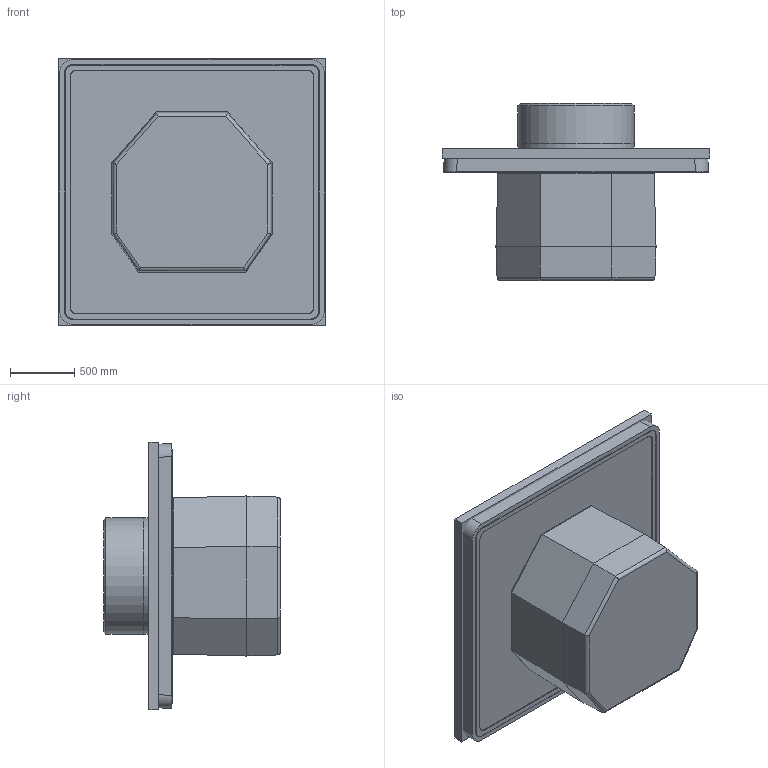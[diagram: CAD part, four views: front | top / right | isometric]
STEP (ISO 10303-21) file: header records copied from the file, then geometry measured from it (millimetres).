
FILE_DESCRIPTION (( 'STEP AP214' ), '1' );
FILE_NAME ('MCU SELECT DALI-2.STEP', '2025-08-01T13:18:43', ( '' ), ( '' ), 'SwSTEP 2.0', 'SolidWorks 2024', '' );
FILE_SCHEMA (( 'AUTOMOTIVE_DESIGN' ));
Length unit declared in the file: millimetre
Products named in the file (1): MCU SELECT DALI-2
Bounding box: 2082.8 x 1375.41 x 2082.8 mm (x, y, z)
Volume: 2078614172.6 mm3; surface area: 42255825.3 mm2
Topology: 9 solids, 9 shells, 150 faces, 377 edges, 253 vertices
Faces by surface type: plane 97, cylinder 43, torus 6, cone 4
Full cylindrical faces by diameter (mm): 904.24 x1, 939.8 x1
Entity records: 5135 total; most frequent: CARTESIAN_POINT 1646, ORIENTED_EDGE 728, DIRECTION 608, EDGE_CURVE 364, VERTEX_POINT 248, VECTOR 244, LINE 244, AXIS2_PLACEMENT_3D 182
